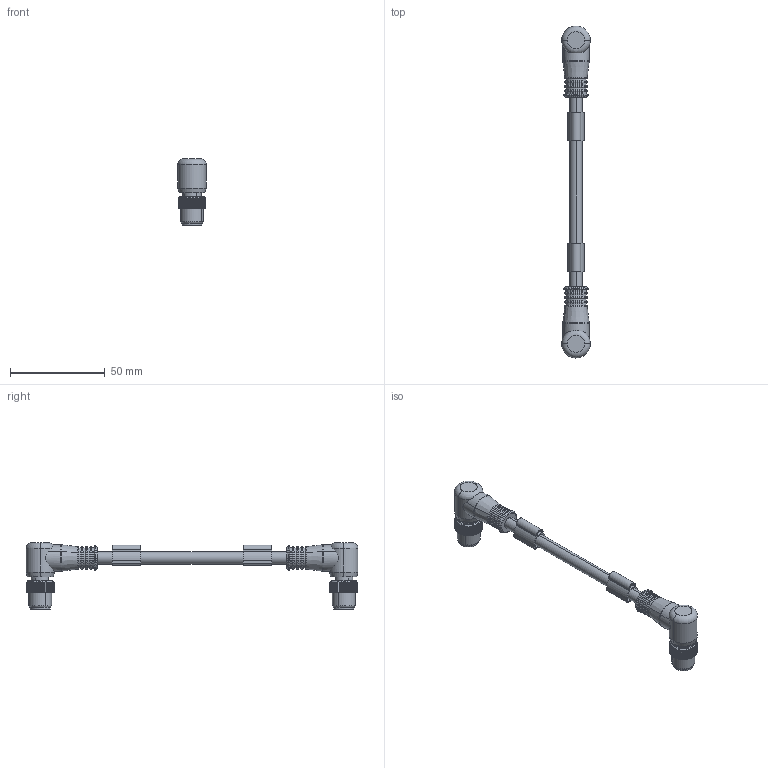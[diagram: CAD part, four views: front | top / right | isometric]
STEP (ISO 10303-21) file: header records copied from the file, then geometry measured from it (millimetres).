
FILE_DESCRIPTION(('CATIA V5 STEP Exchange','CAx-IF Rec.Pracs.--- Model Styling and Organization---1.5--- 2016-08-15','CAx-IF Rec.Pracs.---Supplemental Geometry---1.0---2011-11-01','CAx-IF Rec.Pracs.--- Composite Materials ---1.1---2010-07-15'),'2;1');
FILE_NAME ('270006-2_1', '2025-08-14T07:06:06+00:00', ('none'), ('Weidmueller'), 'CATIA Version 5-6 Release 2024 SP4', 'CATIA V5 STEP AP214 v3', 'none');
FILE_SCHEMA(('AUTOMOTIVE_DESIGN { 1 0 10303 214 1 1 1 1 }'));
Length unit declared in the file: millimetre
Products named in the file (1): 1059970000
Bounding box: 15 x 175 x 35 mm (x, y, z)
Volume: 18950.3 mm3; surface area: 13671.5 mm2
Topology: 1 solids, 27 shells, 1654 faces, 4334 edges, 2720 vertices
Faces by surface type: cylinder 634, plane 502, cone 248, torus 222, sphere 36, bspline 12
Entity records: 48806 total; most frequent: CARTESIAN_POINT 13021, ORIENTED_EDGE 8564, DIRECTION 5188, EDGE_CURVE 4282, VERTEX_POINT 2720, AXIS2_PLACEMENT_3D 2718, CIRCLE 1819, EDGE_LOOP 1760
